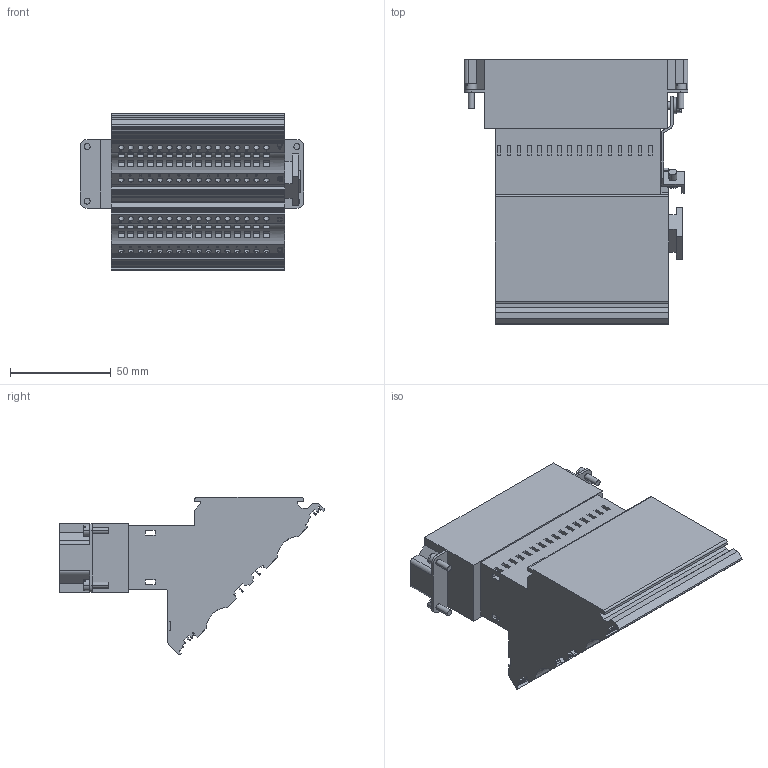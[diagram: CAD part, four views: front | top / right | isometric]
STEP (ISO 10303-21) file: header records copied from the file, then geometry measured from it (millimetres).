
FILE_DESCRIPTION(/* description */ (''),/* implementation_level */ '2;1');
FILE_NAME(/* name */ '3D_1250640110102_HD-064-M.AV.R_V1.0_stp.stp',/* time_stamp */ '2024-02-27T10:28:11+08:00',/* author */ (''),/* organization */ (''),/* preprocessor_version */ 'ST-DEVELOPER v18.1',/* originating_system */ 'SIEMENS PLM Software NX 1980',/* authorisation */ '');
FILE_SCHEMA (('AUTOMOTIVE_DESIGN { 1 0 10303 214 3 1 1 1 }'));
Products named in the file (1): 131824CC6058hpls
Bounding box: 111 x 131.2 x 78 mm (x, y, z)
Volume: 389143.2 mm3; surface area: 71306 mm2
Topology: 1 solids, 1 shells, 5164 faces, 14411 edges, 9488 vertices
Faces by surface type: plane 4567, cylinder 339, sphere 128, cone 128, extrusion 2
Full cylindrical faces by diameter (mm): 2.835 x1, 3.15 x1, 4 x1, 7 x1, 8 x1
Entity records: 162790 total; most frequent: CARTESIAN_POINT 30103, ORIENTED_EDGE 28554, DIRECTION 25346, EDGE_CURVE 14277, VECTOR 12870, LINE 12868, VERTEX_POINT 9487, AXIS2_PLACEMENT_3D 6238
